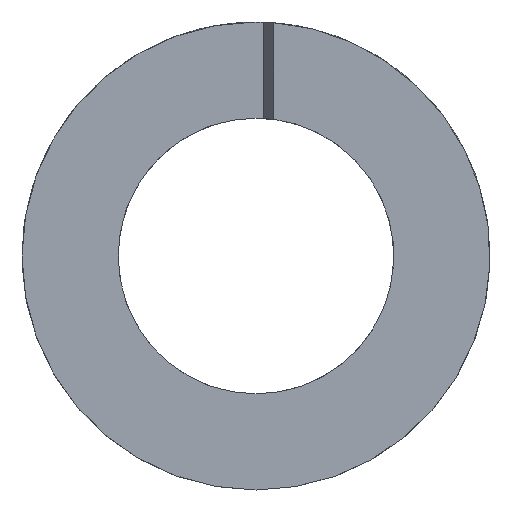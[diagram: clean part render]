
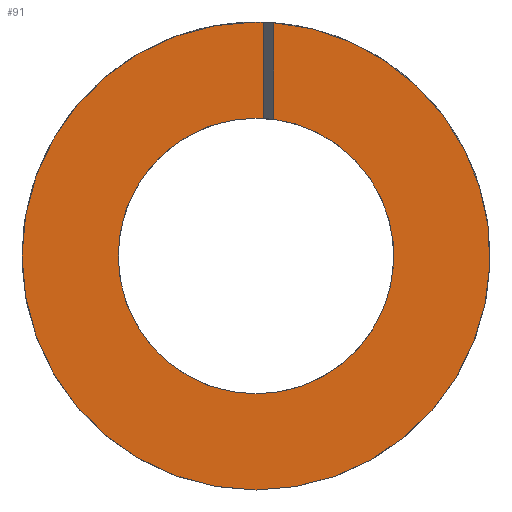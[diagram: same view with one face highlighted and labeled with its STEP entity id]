
A CAD part, front view. The second image highlights one B-rep face of the part: STEP entity #91.
In plain terms, the highlighted planar face has unit normal (0, -1, 0).
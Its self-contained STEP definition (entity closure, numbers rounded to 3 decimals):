
#21 = DIRECTION ( 'NONE',  ( 0., 1., 0. ) ) ;
#26 = CARTESIAN_POINT ( 'NONE',  ( 0., 0., 0. ) ) ;
#38 = DIRECTION ( 'NONE',  ( 0., 0., 1. ) ) ;
#40 = EDGE_CURVE ( 'NONE', #381, #177, #330, .T. ) ;
#44 = AXIS2_PLACEMENT_3D ( 'NONE', #384, #248, #444 ) ;
#45 = DIRECTION ( 'NONE',  ( 0., 1., 0. ) ) ;
#47 = EDGE_CURVE ( 'NONE', #412, #390, #341, .T. ) ;
#56 = EDGE_CURVE ( 'NONE', #387, #191, #346, .T. ) ;
#67 = EDGE_CURVE ( 'NONE', #127, #383, #338, .T. ) ;
#69 = CARTESIAN_POINT ( 'NONE',  ( 0., 0., 0. ) ) ;
#70 = DIRECTION ( 'NONE',  ( 0., 1., 0. ) ) ;
#76 = PLANE ( 'NONE',  #44 ) ;
#80 = DIRECTION ( 'NONE',  ( 0., 0., 1. ) ) ;
#86 = EDGE_CURVE ( 'NONE', #390, #381, #273, .T. ) ;
#91 = ADVANCED_FACE ( 'NONE', ( #259 ), #76, .F. ) ;
#96 = DIRECTION ( 'NONE',  ( 0., 0., 1. ) ) ;
#98 = EDGE_CURVE ( 'NONE', #387, #412, #258, .T. ) ;
#109 = DIRECTION ( 'NONE',  ( 0., 0., 1. ) ) ;
#115 = EDGE_CURVE ( 'NONE', #383, #177, #257, .T. ) ;
#116 = CARTESIAN_POINT ( 'NONE',  ( 0., 0., 0. ) ) ;
#119 = DIRECTION ( 'NONE',  ( 0., 1., 0. ) ) ;
#124 = AXIS2_PLACEMENT_3D ( 'NONE', #26, #45, #38 ) ;
#127 = VERTEX_POINT ( 'NONE', #137 ) ;
#137 = CARTESIAN_POINT ( 'NONE',  ( 0., 0., 3.65 ) ) ;
#139 = DIRECTION ( 'NONE',  ( 0., 0., -1. ) ) ;
#143 = DIRECTION ( 'NONE',  ( 0., 0., -1. ) ) ;
#144 = DIRECTION ( 'NONE',  ( 0., 1., 0. ) ) ;
#147 = CARTESIAN_POINT ( 'NONE',  ( 0.279, 0., -3.651 ) ) ;
#153 = CARTESIAN_POINT ( 'NONE',  ( 0., 0., -3.65 ) ) ;
#156 = AXIS2_PLACEMENT_3D ( 'NONE', #116, #119, #109 ) ;
#177 = VERTEX_POINT ( 'NONE', #377 ) ;
#182 = ORIENTED_EDGE ( 'NONE', *, *, #98, .T. ) ;
#191 = VERTEX_POINT ( 'NONE', #153 ) ;
#231 = CARTESIAN_POINT ( 'NONE',  ( 0.279, 0., 2.132 ) ) ;
#235 = CARTESIAN_POINT ( 'NONE',  ( 0., 0., -2.15 ) ) ;
#236 = CARTESIAN_POINT ( 'NONE',  ( 0.279, 0., 3.639 ) ) ;
#244 = VECTOR ( 'NONE', #143, 1000. ) ;
#248 = DIRECTION ( 'NONE',  ( 0., 1., 0. ) ) ;
#251 = CARTESIAN_POINT ( 'NONE',  ( 0.123, 0., 3.648 ) ) ;
#255 = CIRCLE ( 'NONE', #319, 3.65 ) ;
#256 = VECTOR ( 'NONE', #139, 1000. ) ;
#257 = LINE ( 'NONE', #306, #256 ) ;
#258 = LINE ( 'NONE', #147, #244 ) ;
#259 = FACE_OUTER_BOUND ( 'NONE', #447, .T. ) ;
#268 = CARTESIAN_POINT ( 'NONE',  ( 0., 0., 2.15 ) ) ;
#273 = CIRCLE ( 'NONE', #385, 2.15 ) ;
#306 = CARTESIAN_POINT ( 'NONE',  ( 0.123, 0., -3.651 ) ) ;
#316 = AXIS2_PLACEMENT_3D ( 'NONE', #358, #21, #96 ) ;
#319 = AXIS2_PLACEMENT_3D ( 'NONE', #415, #407, #406 ) ;
#330 = CIRCLE ( 'NONE', #156, 2.15 ) ;
#338 = CIRCLE ( 'NONE', #316, 3.65 ) ;
#341 = CIRCLE ( 'NONE', #124, 2.15 ) ;
#346 = CIRCLE ( 'NONE', #376, 3.65 ) ;
#353 = EDGE_CURVE ( 'NONE', #191, #127, #255, .T. ) ;
#358 = CARTESIAN_POINT ( 'NONE',  ( 0., 0., 0. ) ) ;
#362 = ORIENTED_EDGE ( 'NONE', *, *, #86, .T. ) ;
#365 = ORIENTED_EDGE ( 'NONE', *, *, #56, .F. ) ;
#372 = ORIENTED_EDGE ( 'NONE', *, *, #40, .T. ) ;
#374 = DIRECTION ( 'NONE',  ( 0., 0., 1. ) ) ;
#376 = AXIS2_PLACEMENT_3D ( 'NONE', #69, #70, #80 ) ;
#377 = CARTESIAN_POINT ( 'NONE',  ( 0.123, 0., 2.146 ) ) ;
#381 = VERTEX_POINT ( 'NONE', #268 ) ;
#383 = VERTEX_POINT ( 'NONE', #251 ) ;
#384 = CARTESIAN_POINT ( 'NONE',  ( 2.15, 0., 0. ) ) ;
#385 = AXIS2_PLACEMENT_3D ( 'NONE', #455, #144, #374 ) ;
#387 = VERTEX_POINT ( 'NONE', #236 ) ;
#390 = VERTEX_POINT ( 'NONE', #235 ) ;
#391 = ORIENTED_EDGE ( 'NONE', *, *, #47, .T. ) ;
#397 = ORIENTED_EDGE ( 'NONE', *, *, #115, .F. ) ;
#406 = DIRECTION ( 'NONE',  ( 0., 0., 1. ) ) ;
#407 = DIRECTION ( 'NONE',  ( 0., 1., 0. ) ) ;
#410 = ORIENTED_EDGE ( 'NONE', *, *, #67, .F. ) ;
#412 = VERTEX_POINT ( 'NONE', #231 ) ;
#415 = CARTESIAN_POINT ( 'NONE',  ( 0., 0., 0. ) ) ;
#441 = ORIENTED_EDGE ( 'NONE', *, *, #353, .F. ) ;
#444 = DIRECTION ( 'NONE',  ( 0., 0., 1. ) ) ;
#447 = EDGE_LOOP ( 'NONE', ( #182, #391, #362, #372, #397, #410, #441, #365 ) ) ;
#455 = CARTESIAN_POINT ( 'NONE',  ( 0., 0., 0. ) ) ;
